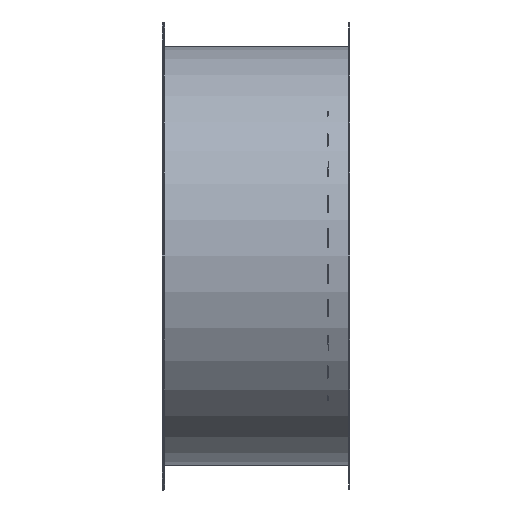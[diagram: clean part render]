
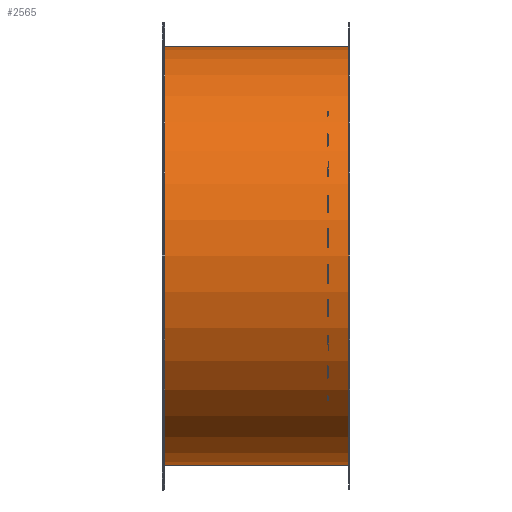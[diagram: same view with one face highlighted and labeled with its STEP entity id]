
A CAD part, left-side view. The second image highlights one B-rep face of the part: STEP entity #2565.
In plain terms, the highlighted cylindrical face has radius 286 mm (diameter 572 mm), a partial arc.
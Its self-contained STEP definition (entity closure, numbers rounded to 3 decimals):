
#94 = CARTESIAN_POINT ( 'NONE',  ( 0., 126., 286. ) ) ;
#216 = CARTESIAN_POINT ( 'NONE',  ( 0., 0., 0. ) ) ;
#313 = LINE ( 'NONE', #1447, #998 ) ;
#371 = DIRECTION ( 'NONE',  ( 0., 1., 0. ) ) ;
#535 = VERTEX_POINT ( 'NONE', #1326 ) ;
#560 = ORIENTED_EDGE ( 'NONE', *, *, #1203, .T. ) ;
#628 = DIRECTION ( 'NONE',  ( 0., 1., 0. ) ) ;
#659 = DIRECTION ( 'NONE',  ( 0., 1., 0. ) ) ;
#709 = CYLINDRICAL_SURFACE ( 'NONE', #933, 286. ) ;
#721 = AXIS2_PLACEMENT_3D ( 'NONE', #1810, #371, #1421 ) ;
#787 = CARTESIAN_POINT ( 'NONE',  ( 0., -126., 286. ) ) ;
#812 = VERTEX_POINT ( 'NONE', #2542 ) ;
#899 = AXIS2_PLACEMENT_3D ( 'NONE', #1078, #2318, #1092 ) ;
#921 = EDGE_LOOP ( 'NONE', ( #2037, #1651, #560, #2592 ) ) ;
#933 = AXIS2_PLACEMENT_3D ( 'NONE', #216, #659, #2321 ) ;
#998 = VECTOR ( 'NONE', #628, 1000. ) ;
#1078 = CARTESIAN_POINT ( 'NONE',  ( 0., 126., 0. ) ) ;
#1084 = VERTEX_POINT ( 'NONE', #787 ) ;
#1092 = DIRECTION ( 'NONE',  ( 0., 0., 1. ) ) ;
#1203 = EDGE_CURVE ( 'NONE', #1084, #1461, #313, .T. ) ;
#1267 = CARTESIAN_POINT ( 'NONE',  ( 0., 0., -286. ) ) ;
#1309 = EDGE_CURVE ( 'NONE', #812, #1461, #2247, .T. ) ;
#1326 = CARTESIAN_POINT ( 'NONE',  ( 0., -126., -286. ) ) ;
#1421 = DIRECTION ( 'NONE',  ( 0., 0., 1. ) ) ;
#1447 = CARTESIAN_POINT ( 'NONE',  ( 0., 0., 286. ) ) ;
#1461 = VERTEX_POINT ( 'NONE', #94 ) ;
#1638 = VECTOR ( 'NONE', #2453, 1000. ) ;
#1651 = ORIENTED_EDGE ( 'NONE', *, *, #1735, .T. ) ;
#1675 = FACE_OUTER_BOUND ( 'NONE', #921, .T. ) ;
#1735 = EDGE_CURVE ( 'NONE', #535, #1084, #1768, .T. ) ;
#1768 = CIRCLE ( 'NONE', #721, 286. ) ;
#1810 = CARTESIAN_POINT ( 'NONE',  ( 0., -126., 0. ) ) ;
#2037 = ORIENTED_EDGE ( 'NONE', *, *, #2522, .F. ) ;
#2247 = CIRCLE ( 'NONE', #899, 286. ) ;
#2318 = DIRECTION ( 'NONE',  ( 0., 1., 0. ) ) ;
#2321 = DIRECTION ( 'NONE',  ( 0., 0., 1. ) ) ;
#2324 = LINE ( 'NONE', #1267, #1638 ) ;
#2453 = DIRECTION ( 'NONE',  ( 0., 1., 0. ) ) ;
#2522 = EDGE_CURVE ( 'NONE', #535, #812, #2324, .T. ) ;
#2542 = CARTESIAN_POINT ( 'NONE',  ( 0., 126., -286. ) ) ;
#2565 = ADVANCED_FACE ( 'NONE', ( #1675 ), #709, .T. ) ;
#2592 = ORIENTED_EDGE ( 'NONE', *, *, #1309, .F. ) ;
